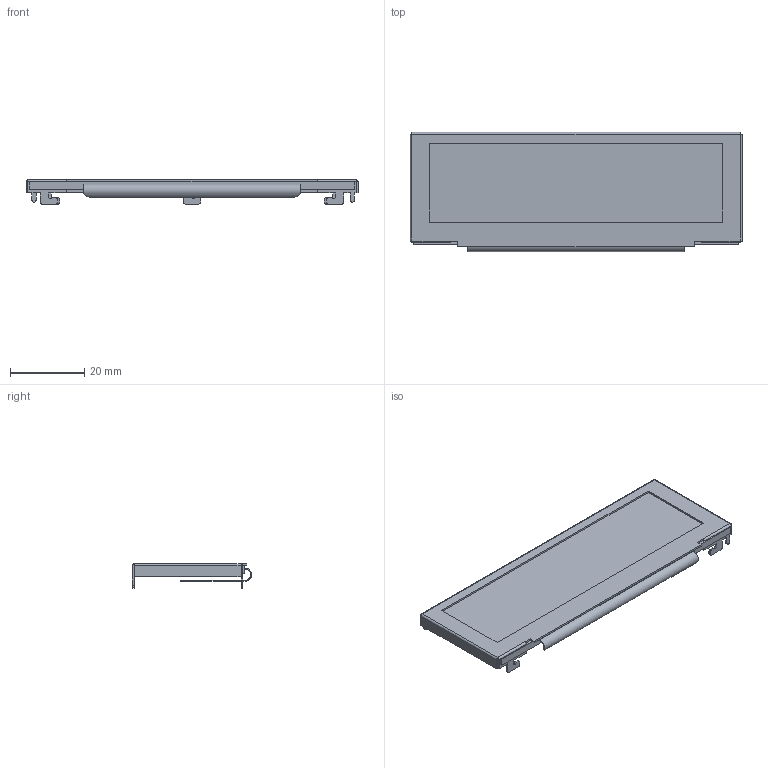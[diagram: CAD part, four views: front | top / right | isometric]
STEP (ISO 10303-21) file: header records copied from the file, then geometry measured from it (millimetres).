
FILE_DESCRIPTION(/* description */ (''),/* implementation_level */ '2;1');
FILE_NAME(/* name */ 'Display_OLED_3.12in.step',/* time_stamp */ '2026-02-28T13:27:34+01:00',/* author */ (''),/* organization */ (''),/* preprocessor_version */ 'ST-DEVELOPER v20.1',/* originating_system */ 'Autodesk Translation Framework v14.24.0.0',/* authorisation */ '');
FILE_SCHEMA (('AUTOMOTIVE_DESIGN { 1 0 10303 214 3 1 1 }'));
Length unit declared in the file: millimetre
Products named in the file (3): Display_3.12in (Assembly); Display_3.12in; Display_3.12in_frame
Assembly tree (2 placements, depth 2):
  Display_3.12in (Assembly)
    Display_3.12in
    Display_3.12in_frame
Bounding box: 89.5 x 32.17 x 6.5 mm (x, y, z)
Volume: 6021.4 mm3; surface area: 14456.3 mm2
Topology: 4 solids, 4 shells, 143 faces, 376 edges, 238 vertices
Faces by surface type: plane 105, cylinder 36, bspline 2
Full cylindrical faces by diameter (mm): 0.5 x2
Entity records: 4517 total; most frequent: CARTESIAN_POINT 824, ORIENTED_EDGE 752, DIRECTION 736, EDGE_CURVE 376, LINE 300, VECTOR 300, VERTEX_POINT 238, AXIS2_PLACEMENT_3D 218
